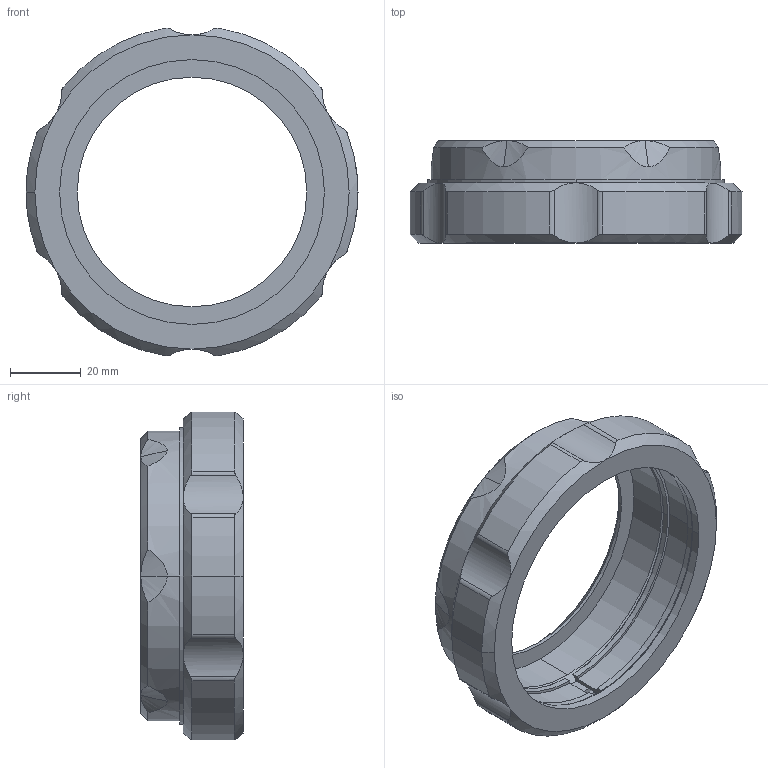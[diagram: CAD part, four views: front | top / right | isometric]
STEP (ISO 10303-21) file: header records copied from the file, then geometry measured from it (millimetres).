
FILE_DESCRIPTION (( 'STEP AP203' ), '1' );
FILE_NAME ('DP22421 -A_CMWF048.step', '2021-11-30T08:17:47', ( '' ), ( '' ), 'SwSTEP 2.0', 'SolidWorks 2021', '' );
FILE_SCHEMA (( 'CONFIG_CONTROL_DESIGN' ));
Length unit declared in the file: millimetre
Products named in the file (1): DP22421 -A_CMWF048
Bounding box: 94 x 29 x 92.83 mm (x, y, z)
Surface area: 30809.1 mm2 (no closed solid volume)
Topology: 0 solids, 3 shells, 102 faces, 250 edges, 157 vertices
Faces by surface type: cylinder 62, cone 26, plane 14
Entity records: 3676 total; most frequent: CARTESIAN_POINT 1266, ORIENTED_EDGE 492, DIRECTION 477, EDGE_CURVE 250, AXIS2_PLACEMENT_3D 200, VERTEX_POINT 157, EDGE_LOOP 110, ADVANCED_FACE 102
